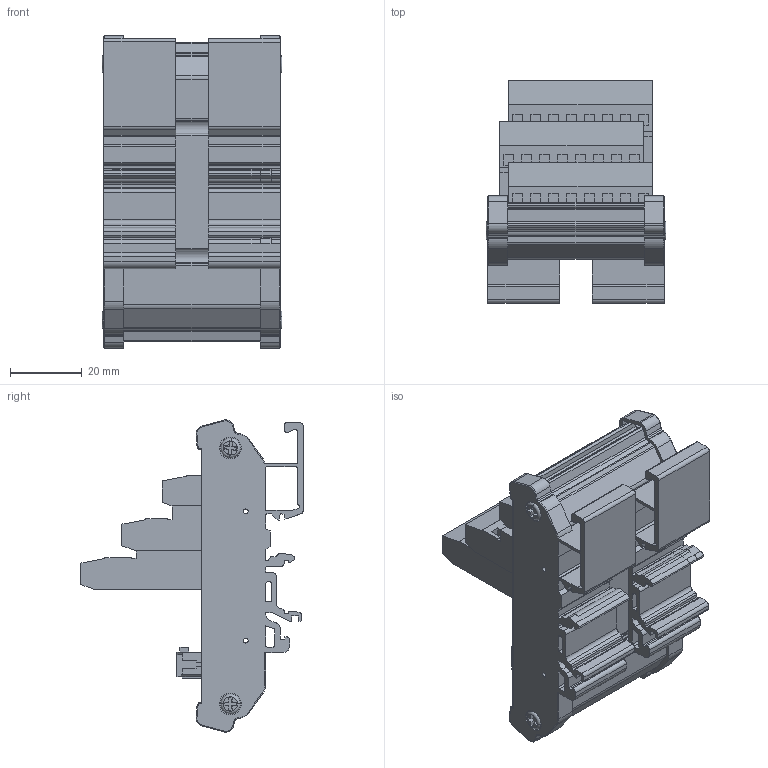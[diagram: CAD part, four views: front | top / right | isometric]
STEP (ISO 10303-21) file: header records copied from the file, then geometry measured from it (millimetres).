
FILE_DESCRIPTION (( 'STEP AP214' ), '1' );
FILE_NAME ('ZL-RTB20-1.STEP', '2016-09-22T14:16:01', ( '' ), ( '' ), 'SwSTEP 2.0', 'SolidWorks 2016', '' );
FILE_SCHEMA (( 'AUTOMOTIVE_DESIGN' ));
Length unit declared in the file: millimetre
Products named in the file (1): ZL-RTB20-1
Bounding box: 50 x 61.79 x 86.83 mm (x, y, z)
Volume: 64723 mm3; surface area: 60729.8 mm2
Topology: 10 solids, 10 shells, 2052 faces, 5365 edges, 3537 vertices
Faces by surface type: plane 1284, cylinder 680, torus 40, bspline 29, cone 19
Entity records: 87654 total; most frequent: CARTESIAN_POINT 12934, DIRECTION 10812, ORIENTED_EDGE 10714, EDGE_CURVE 5357, VECTOR 3820, LINE 3820, VERTEX_POINT 3537, AXIS2_PLACEMENT_3D 3496
